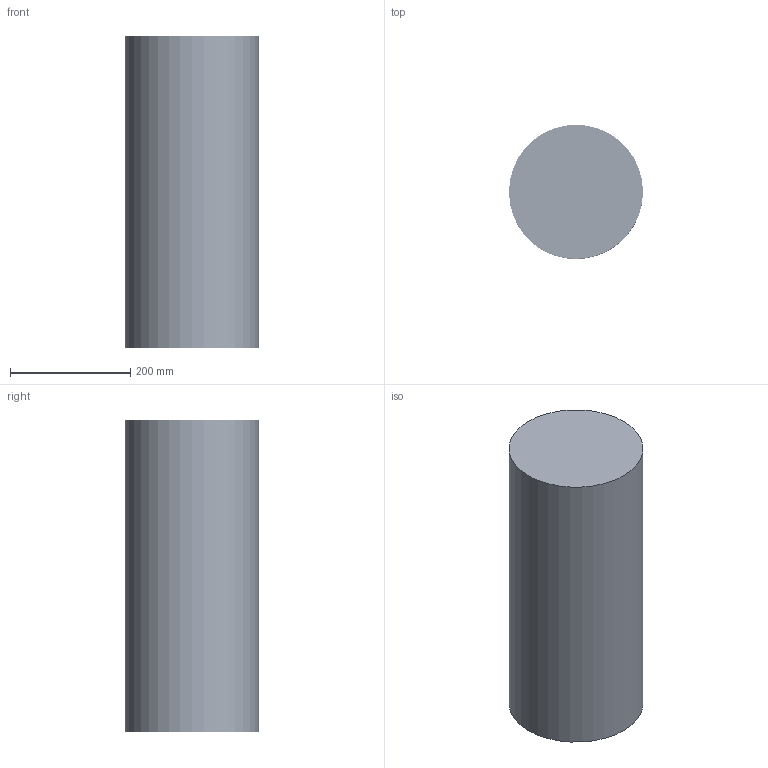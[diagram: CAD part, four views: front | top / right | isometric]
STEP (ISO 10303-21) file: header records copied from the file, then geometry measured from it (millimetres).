
FILE_DESCRIPTION(/* description */ (''),/* implementation_level */ '2;1');
FILE_NAME(/* name */ 'Enclosed.TPC.step',/* time_stamp */ '2024-09-16T18:57:33-05:00',/* author */ (''),/* organization */ (''),/* preprocessor_version */ 'ST-DEVELOPER v20',/* originating_system */ 'Autodesk Translation Framework v13.14.0.145',/* authorisation */ '');
FILE_SCHEMA (('AUTOMOTIVE_DESIGN { 1 0 10303 214 3 1 1 }'));
Products named in the file (18): UTAHTPC; field-shaping-ring v12; g10-leg v12; Tpc_Top_Plate v5; Long_Light_Tube v2; Short_Light_Tube v3; Tpc_Light_Plate v4; Peek_Supports v3; Standoffs v2; Mesh Ring; Mesh Ring_1; tapped-ring v13; countersunk-ring v12; UTAH TPC Mesh; Pad PCB; Qpix_180_pixel_board; Board; Open CASCADE STEP translator 6.8 1.1.1
Assembly tree (46 placements, depth 4):
  UTAHTPC
    field-shaping-ring v12  x14
    g10-leg v12  x4
    Tpc_Top_Plate v5
    Long_Light_Tube v2
    Short_Light_Tube v3
    Tpc_Light_Plate v4
    Peek_Supports v3  x6
    Standoffs v2  x6
    Mesh Ring
      tapped-ring v13
      countersunk-ring v12
      UTAH TPC Mesh
    Mesh Ring_1
      tapped-ring v13
      countersunk-ring v12
      UTAH TPC Mesh
    Pad PCB
    Qpix_180_pixel_board
      Board
        Open CASCADE STEP translator 6.8 1.1.1
Bounding box: 223.2 x 223.2 x 520 mm (x, y, z)
Volume: 5995662.8 mm3; surface area: 1511494.1 mm2
Topology: 107 solids, 108 shells, 5072 faces, 14652 edges, 9806 vertices
Faces by surface type: plane 4120, cylinder 800, cone 92, torus 60
Full cylindrical faces by diameter (mm): 1.778 x64, 2.5 x48, 2.529 x100, 3.2 x16, 3.4 x64, 4.234 x8, 4.572 x64, 5.035 x6, 5.116 x24, 5.5 x8, 6.5 x64, 6.6 x6, 6.604 x12, 12.7 x12, 90 x1, 92 x6, 104 x2, 106 x4, 111.506 x2, 112 x14, 120 x16, 130 x1, 203.2 x1, 223.2 x1
Entity records: 83663 total; most frequent: CARTESIAN_POINT 15921, ORIENTED_EDGE 13994, DIRECTION 12955, EDGE_CURVE 6997, LINE 5969, VECTOR 5969, VERTEX_POINT 4685, AXIS2_PLACEMENT_3D 3493
